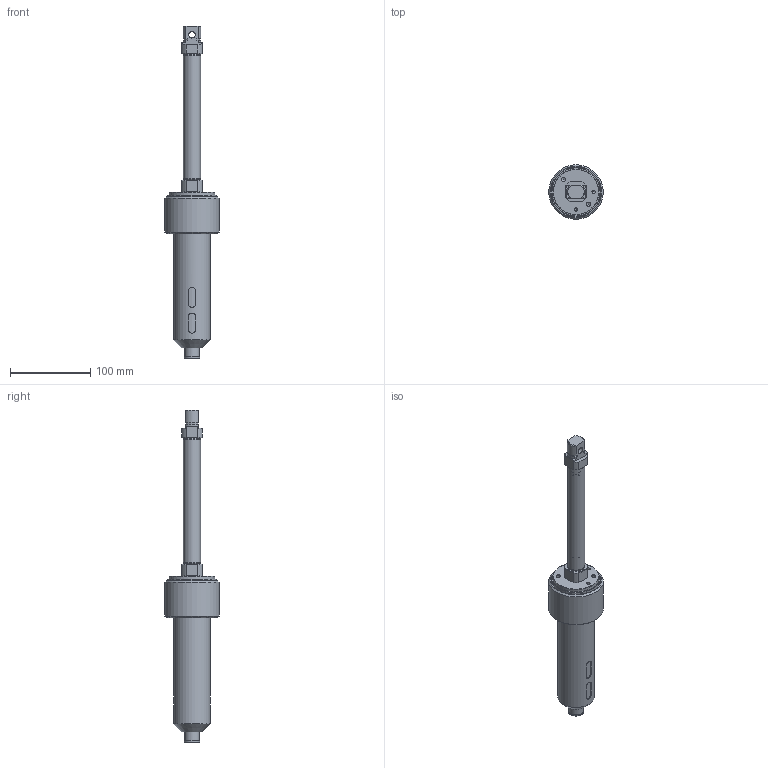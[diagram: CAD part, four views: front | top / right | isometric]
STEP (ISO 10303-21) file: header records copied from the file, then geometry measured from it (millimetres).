
FILE_DESCRIPTION( ( 'Unknown' ), '1' );
FILE_NAME( '990162-A-180_Behälterentleerung_Zusatzzylinder.stp', 'Unknown', ( 'Schwinghammer Vitus' ), ( 'Vieweg' ), 'PSStep 17.0.49', 'Solid Edge ST8', ' ' );
FILE_SCHEMA( ( 'AUTOMOTIVE_DESIGN { 1 0 10303 214 1 1 1 1 }' ) );
Length unit declared in the file: millimetre
Products named in the file (10): Assem1; S01061_R0_Ankerring; S01062_R0_Zugring; S01063_R0_Verschluss; 560068_Hülse_Semco180cc; _MI20-M22x1.5 - Nut; _MI20-M8x1.25 - Nut; _MI 20x125-S-CA_r; _MI 20x125-S-CA_c; 560062_180ml_Semco_Kartusche_Vieweg
Assembly tree (9 placements, depth 2):
  Assem1
    S01061_R0_Ankerring
    S01062_R0_Zugring
    S01063_R0_Verschluss
    560068_Hülse_Semco180cc
    _MI20-M22x1.5 - Nut
    _MI20-M8x1.25 - Nut
    _MI 20x125-S-CA_r
    _MI 20x125-S-CA_c
    560062_180ml_Semco_Kartusche_Vieweg
Bounding box: 68 x 68 x 414 mm (x, y, z)
Volume: 220341 mm3; surface area: 174211.6 mm2
Topology: 9 solids, 9 shells, 275 faces, 616 edges, 384 vertices
Faces by surface type: plane 99, cylinder 91, cone 60, torus 23, bspline 2
Full cylindrical faces by diameter (mm): 4.134 x4, 5 x2, 6.4 x1, 6.647 x1, 8 x4, 8.566 x2, 9.6 x2, 11.862 x1, 13.2 x1, 14 x1, 18.3 x1, 18.6 x1, 19.25 x1, 19.3 x1, 19.5 x4, 20.376 x2, 21.4 x3, 22 x2, 28 x1, 36 x1, 40.8 x1, 42.8 x1, 43.5 x1, 45.8 x1, 45.9 x1, 46.3 x2, 56 x1, 57 x2, 57.835 x1, 60 x1
Entity records: 10714 total; most frequent: CARTESIAN_POINT 2761, DIRECTION 1174, ORIENTED_EDGE 986, AXIS2_PLACEMENT_3D 508, EDGE_CURVE 493, EDGE_LOOP 426, VERTEX_POINT 363, FACE_OUTER_BOUND 335
